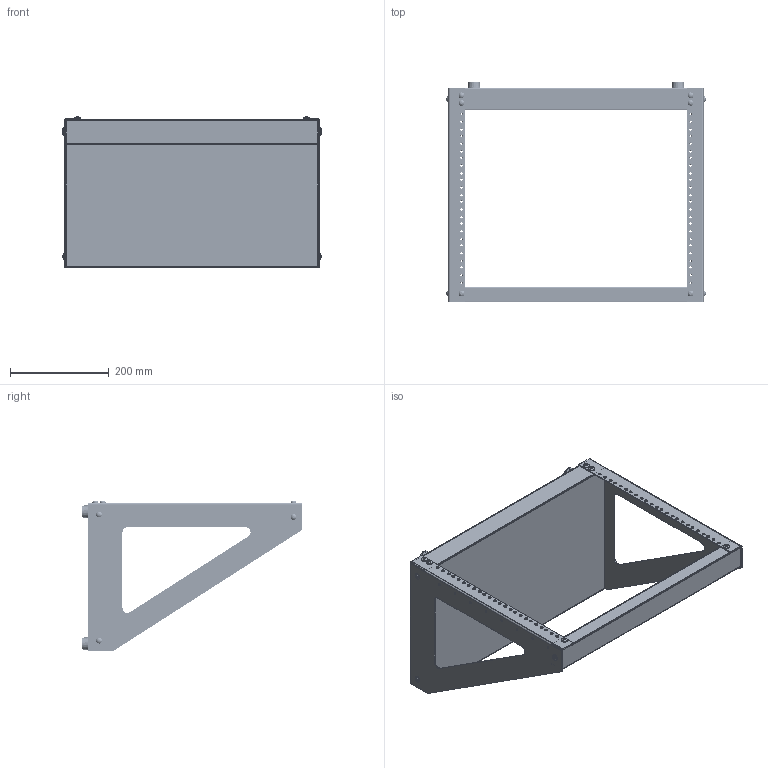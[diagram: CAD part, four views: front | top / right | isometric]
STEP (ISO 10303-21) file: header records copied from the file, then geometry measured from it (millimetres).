
FILE_DESCRIPTION (( 'STEP AP214' ), '1' );
FILE_NAME ('8U-10-32.STEP', '2021-08-03T08:14:38', ( '' ), ( '' ), 'SwSTEP 2.0', 'SolidWorks 2016', '' );
FILE_SCHEMA (( 'AUTOMOTIVE_DESIGN' ));
Length unit declared in the file: millimetre
Products named in the file (16): M6楊擘蹟簽; 噩砃噩砃M4X8LS; 噩砃噩砃ZCJ; 噩砃ZCJ; 噩砃M4X8LS; M4X8LS; 镜向M6×12十字盘头螺钉; M6℅12坋趼攫芛蹟隊; 噩砃M6-2揤穩蹟譫; M6-2揤穩蹟譫; ZCJ; DNFN; 8U盓殤_2; 8U盓殤; DDDDsldprt; 8U-10-32
Assembly tree (36 placements, depth 2):
  8U-10-32
    DDDDsldprt
    8U盓殤
    8U盓殤_2
    DNFN
    ZCJ
    M6-2揤穩蹟譫  x4
    噩砃M6-2揤穩蹟譫  x4
    M6℅12坋趼攫芛蹟隊  x6
    镜向M6×12十字盘头螺钉  x6
    M4X8LS
    噩砃M4X8LS  x2
    噩砃ZCJ  x2
    噩砃噩砃ZCJ
    噩砃噩砃M4X8LS
    M6楊擘蹟簽  x4
Bounding box: 526.64 x 448.06 x 306.31 mm (x, y, z)
Volume: 792482.5 mm3; surface area: 978635.2 mm2
Topology: 32 solids, 36 shells, 2550 faces, 7378 edges, 4992 vertices
Faces by surface type: cylinder 1338, plane 804, bspline 216, torus 96, cone 72, sphere 24
Entity records: 78204 total; most frequent: CARTESIAN_POINT 45738, ORIENTED_EDGE 6781, DIRECTION 6001, EDGE_CURVE 3393, AXIS2_PLACEMENT_3D 2386, VERTEX_POINT 2244, EDGE_LOOP 1536, ADVANCED_FACE 1251
